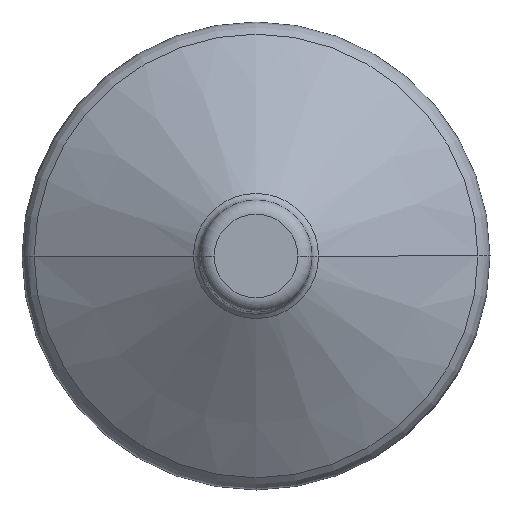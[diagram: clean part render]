
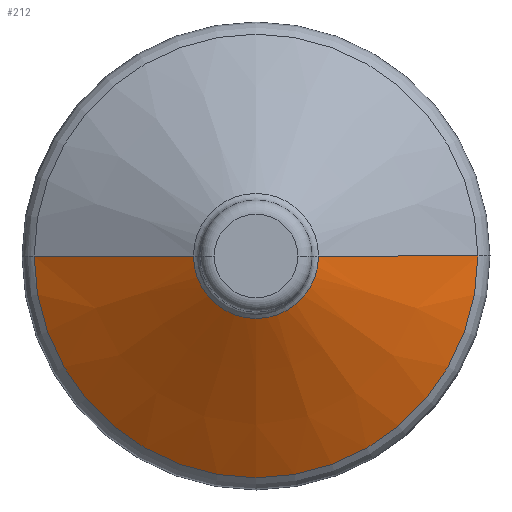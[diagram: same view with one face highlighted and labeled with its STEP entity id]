
A CAD part, front view. The second image highlights one B-rep face of the part: STEP entity #212.
In plain terms, the highlighted conical face has half-angle 57.602 degrees and reference radius 40.027 mm.
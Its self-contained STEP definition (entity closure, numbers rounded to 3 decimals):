
#129=CARTESIAN_POINT('POINT7',(142.078,
   -21.521,0.));
#130=VERTEX_POINT('VERTEX7',#129);
#131=CARTESIAN_POINT('POINT8',(-142.078,
   -21.521,0.));
#132=VERTEX_POINT('VERTEX8',#131);
#133=CARTESIAN_POINT('POS16',(0.,-21.521,0.))
   ;
#134=DIRECTION('DIR29',(0.,1.,0.));
#135=DIRECTION('DIR30',(1.,0.,0.));
#136=AXIS2_PLACEMENT_3D('AXIS14',#133,#134,#135);
#137=CIRCLE('ELLIPSE9',#136,142.078);
#138=EDGE_CURVE('EDGE11',#130,#132,#137,.T.);
#181=CARTESIAN_POINT('POINT9',(40.059,
   -86.259,0.));
#182=VERTEX_POINT('VERTEX9',#181);
#183=CARTESIAN_POINT('POINT10',(-40.059,
   -86.259,0.));
#184=VERTEX_POINT('VERTEX10',#183);
#185=CARTESIAN_POINT('POS22',(0.,-86.259,0.))
   ;
#186=DIRECTION('DIR41',(0.,1.,0.));
#187=DIRECTION('DIR42',(1.,0.,0.));
#188=AXIS2_PLACEMENT_3D('AXIS20',#185,#186,#187);
#189=CIRCLE('ELLIPSE13',#188,40.059);
#190=EDGE_CURVE('EDGE15',#182,#184,#189,.T.);
#191=ORIENTED_EDGE('COEDGE27',*,*,#190,.T.);
#192=CARTESIAN_POINT('POS23',(-40.059,
   -86.259,0.));
#193=DIRECTION('DIR43',(-0.844,0.536,
   0.));
#194=VECTOR('VEC3',#193,25.4);
#195=LINE('STRAIGHT3',#192,#194);
#196=EDGE_CURVE('EDGE16',#184,#132,#195,.T.);
#197=ORIENTED_EDGE('COEDGE28',*,*,#196,.T.);
#198=ORIENTED_EDGE('COEDGE29',*,*,#138,.F.);
#199=CARTESIAN_POINT('POS24',(40.059,
   -86.259,0.));
#200=DIRECTION('DIR44',(0.844,0.536,
   0.));
#201=VECTOR('VEC4',#200,25.4);
#202=LINE('STRAIGHT4',#199,#201);
#203=EDGE_CURVE('EDGE17',#182,#130,#202,.T.);
#204=ORIENTED_EDGE('COEDGE30',*,*,#203,.F.);
#205=EDGE_LOOP('NONE',(#191,#197,#198,#204));
#206=FACE_BOUND('LOOP1',#205,.T.);
#207=CARTESIAN_POINT('POS25',(0.,-86.279,0.));
#208=DIRECTION('DIR45',(0.,1.,0.));
#209=DIRECTION('DIR46',(-1.,0.,0.));
#210=AXIS2_PLACEMENT_3D('AXIS21',#207,#208,#209);
#211=CONICAL_SURFACE('CONE_SURF3',#210,40.027,
   1.005);
#212=ADVANCED_FACE('FACE8',(#206),#211,.T.);
